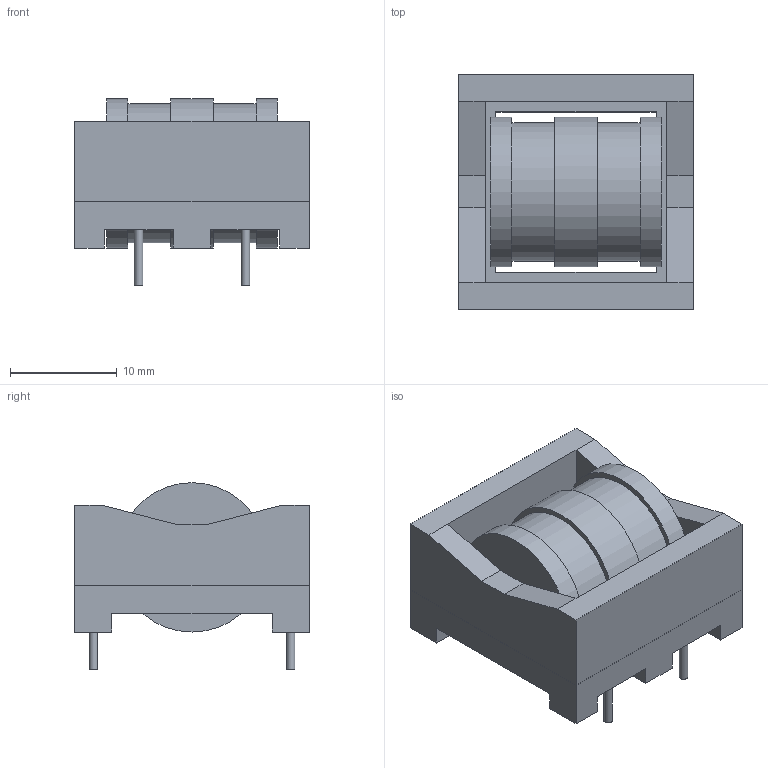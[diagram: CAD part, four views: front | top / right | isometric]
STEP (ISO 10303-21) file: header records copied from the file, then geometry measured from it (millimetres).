
FILE_DESCRIPTION(('Open CASCADE Model'),'2;1');
FILE_NAME('Open CASCADE Shape Model','2025-01-03T07:21:30',('Author'),( 'Open CASCADE'),'Open CASCADE STEP processor 7.7','Open CASCADE 7.7' ,'Unknown');
FILE_SCHEMA(('AUTOMOTIVE_DESIGN { 1 0 10303 214 1 1 1 1 }'));
Length unit declared in the file: millimetre
Products named in the file (11): SSR21H; base; base_part; core; core_part; bobbin; bobbin_part; coil; coil_part; pins; pins_part
Assembly tree (10 placements, depth 3):
  SSR21H
    base
      base_part
    core
      core_part
    bobbin
      bobbin_part
    coil
      coil_part
    pins
      pins_part
Bounding box: 22 x 22 x 17.5 mm (x, y, z)
Volume: 4514.5 mm3; surface area: 4795.4 mm2
Topology: 9 solids, 9 shells, 75 faces, 161 edges, 106 vertices
Faces by surface type: plane 64, cylinder 11
Full cylindrical faces by diameter (mm): 0.8 x4, 2 x2, 13 x2, 14 x3
Entity records: 4370 total; most frequent: CARTESIAN_POINT 711, DIRECTION 671, LINE 439, VECTOR 439, ORIENTED_EDGE 322, PCURVE 322, DEFINITIONAL_REPRESENTATION 322, EDGE_CURVE 161
